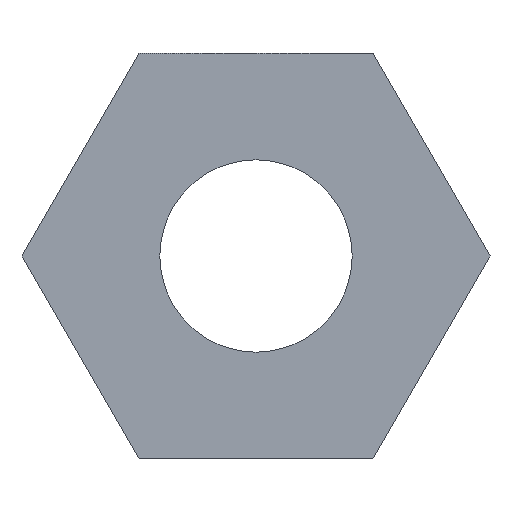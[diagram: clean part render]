
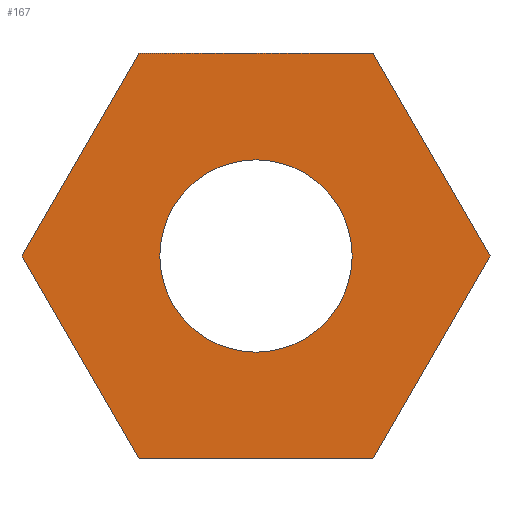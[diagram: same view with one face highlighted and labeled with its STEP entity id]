
A CAD part, front view. The second image highlights one B-rep face of the part: STEP entity #167.
In plain terms, the highlighted planar face has unit normal (0, -1, 0).
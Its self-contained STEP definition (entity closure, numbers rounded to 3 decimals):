
#2 = VERTEX_POINT ( 'NONE', #105 ) ;
#15 = CARTESIAN_POINT ( 'NONE',  ( 1.155, 0., -2. ) ) ;
#23 = ORIENTED_EDGE ( 'NONE', *, *, #62, .F. ) ;
#25 = VERTEX_POINT ( 'NONE', #201 ) ;
#26 = LINE ( 'NONE', #54, #126 ) ;
#28 = VECTOR ( 'NONE', #97, 1000. ) ;
#32 = EDGE_CURVE ( 'NONE', #25, #325, #285, .T. ) ;
#33 = CARTESIAN_POINT ( 'NONE',  ( 2.309, 0., 0. ) ) ;
#39 = DIRECTION ( 'NONE',  ( 0., 1., 0. ) ) ;
#40 = CARTESIAN_POINT ( 'NONE',  ( 0., 0., 0.95 ) ) ;
#47 = ORIENTED_EDGE ( 'NONE', *, *, #319, .F. ) ;
#51 = DIRECTION ( 'NONE',  ( -0.5, 0., -0.866 ) ) ;
#52 = VERTEX_POINT ( 'NONE', #33 ) ;
#54 = CARTESIAN_POINT ( 'NONE',  ( -1.155, 0., 2. ) ) ;
#59 = CARTESIAN_POINT ( 'NONE',  ( -2.309, 0., 0. ) ) ;
#60 = DIRECTION ( 'NONE',  ( 0., 1., 0. ) ) ;
#62 = EDGE_CURVE ( 'NONE', #302, #2, #162, .T. ) ;
#64 = PLANE ( 'NONE',  #187 ) ;
#76 = EDGE_LOOP ( 'NONE', ( #308, #150 ) ) ;
#82 = CARTESIAN_POINT ( 'NONE',  ( 2.309, 0., 0. ) ) ;
#85 = CARTESIAN_POINT ( 'NONE',  ( -2.309, 0., 0. ) ) ;
#87 = CARTESIAN_POINT ( 'NONE',  ( 0., 0., -0.95 ) ) ;
#88 = DIRECTION ( 'NONE',  ( 0., 0., 1. ) ) ;
#96 = ORIENTED_EDGE ( 'NONE', *, *, #32, .F. ) ;
#97 = DIRECTION ( 'NONE',  ( -1., 0., 0. ) ) ;
#105 = CARTESIAN_POINT ( 'NONE',  ( -1.155, 0., 2. ) ) ;
#109 = LINE ( 'NONE', #82, #278 ) ;
#111 = EDGE_CURVE ( 'NONE', #197, #274, #257, .T. ) ;
#112 = DIRECTION ( 'NONE',  ( 0.5, 0., 0.866 ) ) ;
#126 = VECTOR ( 'NONE', #206, 1000. ) ;
#137 = CARTESIAN_POINT ( 'NONE',  ( 1.155, 0., 2. ) ) ;
#142 = FACE_BOUND ( 'NONE', #76, .T. ) ;
#144 = DIRECTION ( 'NONE',  ( 0., 0., 1. ) ) ;
#150 = ORIENTED_EDGE ( 'NONE', *, *, #311, .T. ) ;
#153 = CARTESIAN_POINT ( 'NONE',  ( 0., 0., 0. ) ) ;
#156 = ORIENTED_EDGE ( 'NONE', *, *, #188, .F. ) ;
#162 = LINE ( 'NONE', #59, #172 ) ;
#166 = CARTESIAN_POINT ( 'NONE',  ( 0., 0., 0. ) ) ;
#167 = ADVANCED_FACE ( 'NONE', ( #190, #142 ), #64, .F. ) ;
#172 = VECTOR ( 'NONE', #112, 1000. ) ;
#179 = EDGE_LOOP ( 'NONE', ( #156, #299, #23, #47, #96, #229 ) ) ;
#181 = AXIS2_PLACEMENT_3D ( 'NONE', #153, #256, #88 ) ;
#185 = CARTESIAN_POINT ( 'NONE',  ( -1.155, 0., -2. ) ) ;
#187 = AXIS2_PLACEMENT_3D ( 'NONE', #166, #39, #144 ) ;
#188 = EDGE_CURVE ( 'NONE', #280, #52, #210, .T. ) ;
#190 = FACE_OUTER_BOUND ( 'NONE', #179, .T. ) ;
#192 = DIRECTION ( 'NONE',  ( 0., 0., 1. ) ) ;
#197 = VERTEX_POINT ( 'NONE', #87 ) ;
#200 = VECTOR ( 'NONE', #283, 1000. ) ;
#201 = CARTESIAN_POINT ( 'NONE',  ( 1.155, 0., -2. ) ) ;
#206 = DIRECTION ( 'NONE',  ( 1., 0., 0. ) ) ;
#210 = LINE ( 'NONE', #137, #200 ) ;
#213 = CIRCLE ( 'NONE', #181, 0.95 ) ;
#229 = ORIENTED_EDGE ( 'NONE', *, *, #301, .F. ) ;
#232 = DIRECTION ( 'NONE',  ( -0.5, 0., 0.866 ) ) ;
#239 = VECTOR ( 'NONE', #232, 1000. ) ;
#256 = DIRECTION ( 'NONE',  ( 0., 1., 0. ) ) ;
#257 = CIRCLE ( 'NONE', #273, 0.95 ) ;
#260 = CARTESIAN_POINT ( 'NONE',  ( 1.155, 0., 2. ) ) ;
#273 = AXIS2_PLACEMENT_3D ( 'NONE', #288, #60, #192 ) ;
#274 = VERTEX_POINT ( 'NONE', #40 ) ;
#278 = VECTOR ( 'NONE', #51, 1000. ) ;
#280 = VERTEX_POINT ( 'NONE', #260 ) ;
#283 = DIRECTION ( 'NONE',  ( 0.5, 0., -0.866 ) ) ;
#284 = LINE ( 'NONE', #185, #239 ) ;
#285 = LINE ( 'NONE', #15, #28 ) ;
#288 = CARTESIAN_POINT ( 'NONE',  ( 0., 0., 0. ) ) ;
#296 = EDGE_CURVE ( 'NONE', #2, #280, #26, .T. ) ;
#299 = ORIENTED_EDGE ( 'NONE', *, *, #296, .F. ) ;
#301 = EDGE_CURVE ( 'NONE', #52, #25, #109, .T. ) ;
#302 = VERTEX_POINT ( 'NONE', #85 ) ;
#308 = ORIENTED_EDGE ( 'NONE', *, *, #111, .T. ) ;
#309 = CARTESIAN_POINT ( 'NONE',  ( -1.155, 0., -2. ) ) ;
#311 = EDGE_CURVE ( 'NONE', #274, #197, #213, .T. ) ;
#319 = EDGE_CURVE ( 'NONE', #325, #302, #284, .T. ) ;
#325 = VERTEX_POINT ( 'NONE', #309 ) ;
